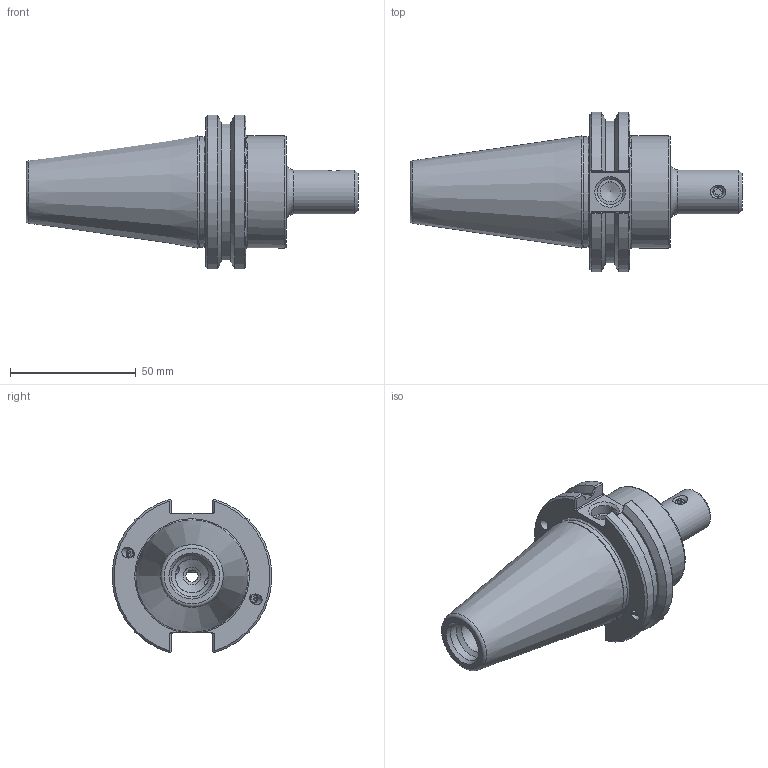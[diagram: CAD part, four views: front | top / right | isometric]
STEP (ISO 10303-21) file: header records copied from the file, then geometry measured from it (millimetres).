
FILE_DESCRIPTION((''),'2;1');
FILE_NAME('C40BC-18EM2.iam.stp','2014-07-07T10:06:42',(''),(''),'Autodesk Inventor 2012','Autodesk Inventor 2012','');
FILE_SCHEMA(('AUTOMOTIVE_DESIGN { 1 0 10303 214 1 1 1 1 }'));
Length unit declared in the file: inch
Products named in the file (4): C40BC-18EM2; C40BC-18EM2-1; 029-014; 029-965
Assembly tree (6 placements, depth 2):
  C40BC-18EM2
    C40BC-18EM2-1
    029-014
    029-965  x4
Bounding box: 131.75 x 63.26 x 61.11 mm (x, y, z)
Volume: 132578.3 mm3; surface area: 25777.8 mm2
Topology: 6 solids, 6 shells, 184 faces, 444 edges, 287 vertices
Faces by surface type: plane 85, cylinder 49, cone 33, bspline 8, torus 5, sphere 4
Full cylindrical faces by diameter (mm): 3.3 x4, 3.962 x1, 4 x8, 4.1 x4, 4.2 x4, 4.763 x1, 4.826 x1, 7.112 x1, 8 x1, 10.135 x1, 13.386 x1, 16.459 x1, 17.45 x1, 43.942 x1, 44.45 x1
Entity records: 5132 total; most frequent: CARTESIAN_POINT 1952, DIRECTION 592, ORIENTED_EDGE 572, EDGE_CURVE 286, AXIS2_PLACEMENT_3D 237, VERTEX_POINT 206, EDGE_LOOP 198, FACE_OUTER_BOUND 136
